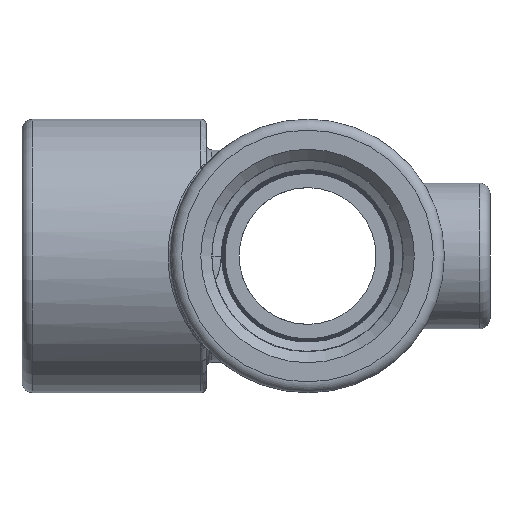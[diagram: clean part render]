
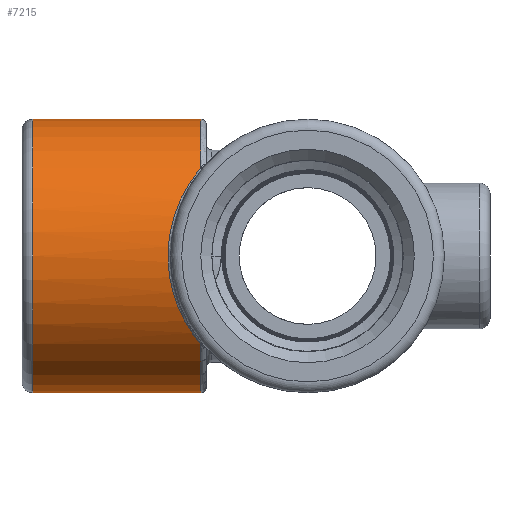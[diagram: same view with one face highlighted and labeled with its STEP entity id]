
A CAD part, left-side view. The second image highlights one B-rep face of the part: STEP entity #7215.
In plain terms, the highlighted cylindrical face has radius 19.05 mm (diameter 38.1 mm), a full revolution.
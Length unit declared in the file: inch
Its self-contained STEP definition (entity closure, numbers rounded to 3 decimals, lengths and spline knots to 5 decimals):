
#76=ELLIPSE($,#7544,1.07132,0.75);
#78=ELLIPSE($,#7548,1.07132,0.75);
#130=FACE_BOUND($,#1297,.T.);
#213=CYLINDRICAL_SURFACE($,#7591,0.75);
#309=CIRCLE($,#7587,0.75);
#311=CIRCLE($,#7590,0.75);
#312=CIRCLE($,#7592,0.75);
#847=FACE_OUTER_BOUND($,#1296,.T.);
#1296=EDGE_LOOP($,(#6454,#6455,#6456,#6457));
#1297=EDGE_LOOP($,(#6458));
#3319=VERTEX_POINT($,#39836);
#3322=VERTEX_POINT($,#39962);
#3323=VERTEX_POINT($,#40013);
#3326=VERTEX_POINT($,#40054);
#3341=VERTEX_POINT($,#40764);
#4354=EDGE_CURVE($,#3319,#3323,#76,.T.);
#4358=EDGE_CURVE($,#3326,#3322,#78,.T.);
#4395=EDGE_CURVE($,#3322,#3319,#309,.T.);
#4397=EDGE_CURVE($,#3323,#3326,#311,.T.);
#4398=EDGE_CURVE($,#3341,#3341,#312,.T.);
#6454=ORIENTED_EDGE($,*,*,#4358,.F.);
#6455=ORIENTED_EDGE($,*,*,#4397,.F.);
#6456=ORIENTED_EDGE($,*,*,#4354,.F.);
#6457=ORIENTED_EDGE($,*,*,#4395,.F.);
#6458=ORIENTED_EDGE($,*,*,#4398,.F.);
#7215=ADVANCED_FACE($,(#847,#130),#213,.T.);
#7544=AXIS2_PLACEMENT_3D($,#40014,#8591,#8592);
#7548=AXIS2_PLACEMENT_3D($,#40056,#8599,#8600);
#7587=AXIS2_PLACEMENT_3D($,#40759,#8681,#8682);
#7590=AXIS2_PLACEMENT_3D($,#40762,#8687,#8688);
#7591=AXIS2_PLACEMENT_3D($,#40763,#8689,#8690);
#7592=AXIS2_PLACEMENT_3D($,#40765,#8691,#8692);
#8591=DIRECTION('center_axis',(-0.714,-0.7,0.));
#8592=DIRECTION('ref_axis',(-0.7,0.714,0.));
#8599=DIRECTION('center_axis',(0.714,-0.7,0.));
#8600=DIRECTION('ref_axis',(0.7,0.714,0.));
#8681=DIRECTION('center_axis',(0.,-1.,0.));
#8682=DIRECTION('ref_axis',(0.,0.,1.));
#8687=DIRECTION('center_axis',(0.,-1.,0.));
#8688=DIRECTION('ref_axis',(0.,0.,-1.));
#8689=DIRECTION('center_axis',(0.,-1.,0.));
#8690=DIRECTION('ref_axis',(1.,0.,0.));
#8691=DIRECTION('center_axis',(0.,1.,0.));
#8692=DIRECTION('ref_axis',(-1.,0.,0.));
#39836=CARTESIAN_POINT('',(-0.57353,0.585,0.48328));
#39962=CARTESIAN_POINT('',(0.57353,0.585,0.48328));
#40013=CARTESIAN_POINT('',(-0.57353,0.585,-0.48328));
#40014=CARTESIAN_POINT('Origin',(0.,0.,0.));
#40054=CARTESIAN_POINT('',(0.57353,0.585,-0.48328));
#40056=CARTESIAN_POINT('Origin',(0.,0.,0.));
#40759=CARTESIAN_POINT('Origin',(0.,0.585,0.));
#40762=CARTESIAN_POINT('Origin',(0.,0.585,0.));
#40763=CARTESIAN_POINT('Origin',(0.,1.06,0.));
#40764=CARTESIAN_POINT('',(0.75,1.505,0.));
#40765=CARTESIAN_POINT('Origin',(0.,1.505,0.));
